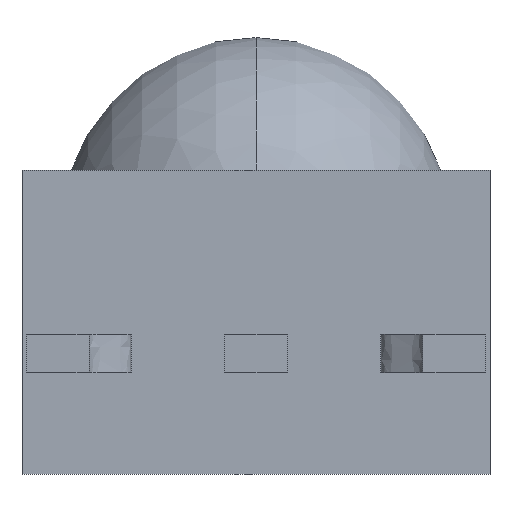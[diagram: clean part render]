
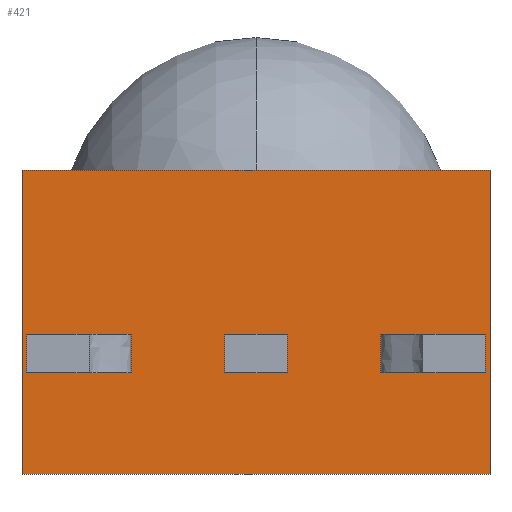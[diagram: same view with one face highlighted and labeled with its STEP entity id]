
A CAD part, left-side view. The second image highlights one B-rep face of the part: STEP entity #421.
In plain terms, the highlighted planar face has unit normal (-1, 0, 0).
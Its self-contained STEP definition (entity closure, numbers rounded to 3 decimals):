
#10 = VERTEX_POINT ( 'NONE', #553 ) ;
#12 = EDGE_CURVE ( 'NONE', #450, #358, #125, .T. ) ;
#20 = VERTEX_POINT ( 'NONE', #1014 ) ;
#23 = EDGE_CURVE ( 'NONE', #358, #101, #1024, .T. ) ;
#29 = LINE ( 'NONE', #182, #951 ) ;
#36 = CARTESIAN_POINT ( 'NONE',  ( -4.3, 1.6, 1.3 ) ) ;
#40 = LINE ( 'NONE', #280, #361 ) ;
#48 = LINE ( 'NONE', #215, #477 ) ;
#52 = EDGE_CURVE ( 'NONE', #101, #20, #48, .T. ) ;
#58 = VECTOR ( 'NONE', #642, 1000. ) ;
#59 = ORIENTED_EDGE ( 'NONE', *, *, #12, .F. ) ;
#68 = CARTESIAN_POINT ( 'NONE',  ( -4.3, -0.4, 1.3 ) ) ;
#92 = VERTEX_POINT ( 'NONE', #68 ) ;
#95 = LINE ( 'NONE', #417, #979 ) ;
#101 = VERTEX_POINT ( 'NONE', #887 ) ;
#103 = CARTESIAN_POINT ( 'NONE',  ( -4.3, 0.4, 1.8 ) ) ;
#114 = ORIENTED_EDGE ( 'NONE', *, *, #753, .T. ) ;
#124 = VECTOR ( 'NONE', #845, 1000. ) ;
#125 = LINE ( 'NONE', #697, #529 ) ;
#128 = EDGE_CURVE ( 'NONE', #222, #288, #172, .T. ) ;
#138 = CARTESIAN_POINT ( 'NONE',  ( -4.3, -3., 3.9 ) ) ;
#150 = DIRECTION ( 'NONE',  ( 0., 0., 1. ) ) ;
#155 = ORIENTED_EDGE ( 'NONE', *, *, #128, .T. ) ;
#159 = CARTESIAN_POINT ( 'NONE',  ( -4.3, 3., 3.9 ) ) ;
#172 = LINE ( 'NONE', #159, #800 ) ;
#173 = ORIENTED_EDGE ( 'NONE', *, *, #52, .F. ) ;
#182 = CARTESIAN_POINT ( 'NONE',  ( -4.3, -0.4, 1.8 ) ) ;
#194 = CARTESIAN_POINT ( 'NONE',  ( -4.3, -1.6, 1.3 ) ) ;
#211 = VECTOR ( 'NONE', #150, 1000. ) ;
#215 = CARTESIAN_POINT ( 'NONE',  ( -4.3, 1.6, 1.8 ) ) ;
#222 = VERTEX_POINT ( 'NONE', #914 ) ;
#224 = EDGE_CURVE ( 'NONE', #898, #632, #267, .T. ) ;
#225 = CARTESIAN_POINT ( 'NONE',  ( -4.3, -2.4, 1.3 ) ) ;
#226 = DIRECTION ( 'NONE',  ( 0., 0., -1. ) ) ;
#231 = CARTESIAN_POINT ( 'NONE',  ( -4.3, 2.4, 1.3 ) ) ;
#232 = ORIENTED_EDGE ( 'NONE', *, *, #409, .F. ) ;
#260 = VERTEX_POINT ( 'NONE', #423 ) ;
#262 = AXIS2_PLACEMENT_3D ( 'NONE', #138, #532, #948 ) ;
#267 = LINE ( 'NONE', #908, #746 ) ;
#269 = EDGE_CURVE ( 'NONE', #876, #1038, #436, .T. ) ;
#277 = VECTOR ( 'NONE', #600, 1000. ) ;
#279 = DIRECTION ( 'NONE',  ( 0., -1., 0. ) ) ;
#280 = CARTESIAN_POINT ( 'NONE',  ( -4.3, -3., 3.9 ) ) ;
#282 = EDGE_LOOP ( 'NONE', ( #432, #997, #1034, #232 ) ) ;
#286 = FACE_BOUND ( 'NONE', #282, .T. ) ;
#287 = EDGE_LOOP ( 'NONE', ( #114, #922, #842, #155 ) ) ;
#288 = VERTEX_POINT ( 'NONE', #498 ) ;
#293 = VERTEX_POINT ( 'NONE', #976 ) ;
#304 = LINE ( 'NONE', #685, #480 ) ;
#315 = VECTOR ( 'NONE', #851, 1000. ) ;
#322 = DIRECTION ( 'NONE',  ( 0., 0., -1. ) ) ;
#333 = EDGE_CURVE ( 'NONE', #222, #898, #40, .T. ) ;
#346 = CARTESIAN_POINT ( 'NONE',  ( -4.3, -3., 3.9 ) ) ;
#347 = DIRECTION ( 'NONE',  ( 0., 0., -1. ) ) ;
#352 = CARTESIAN_POINT ( 'NONE',  ( -4.3, 0.4, 1.8 ) ) ;
#358 = VERTEX_POINT ( 'NONE', #36 ) ;
#361 = VECTOR ( 'NONE', #896, 1000. ) ;
#370 = CARTESIAN_POINT ( 'NONE',  ( -4.3, -3., 0. ) ) ;
#386 = ORIENTED_EDGE ( 'NONE', *, *, #573, .F. ) ;
#393 = LINE ( 'NONE', #403, #58 ) ;
#397 = VECTOR ( 'NONE', #279, 1000. ) ;
#403 = CARTESIAN_POINT ( 'NONE',  ( -4.3, 0.4, 1.3 ) ) ;
#409 = EDGE_CURVE ( 'NONE', #10, #707, #304, .T. ) ;
#412 = VECTOR ( 'NONE', #543, 1000. ) ;
#417 = CARTESIAN_POINT ( 'NONE',  ( -4.3, 2.4, 1.3 ) ) ;
#419 = ORIENTED_EDGE ( 'NONE', *, *, #23, .F. ) ;
#421 = ADVANCED_FACE ( 'NONE', ( #1023, #286, #603, #462 ), #620, .F. ) ;
#423 = CARTESIAN_POINT ( 'NONE',  ( -4.3, -2.4, 1.3 ) ) ;
#427 = DIRECTION ( 'NONE',  ( 0., 1., 0. ) ) ;
#432 = ORIENTED_EDGE ( 'NONE', *, *, #920, .F. ) ;
#436 = LINE ( 'NONE', #352, #277 ) ;
#441 = ORIENTED_EDGE ( 'NONE', *, *, #655, .F. ) ;
#449 = EDGE_LOOP ( 'NONE', ( #386, #693, #641, #441 ) ) ;
#450 = VERTEX_POINT ( 'NONE', #231 ) ;
#462 = FACE_BOUND ( 'NONE', #576, .T. ) ;
#467 = ORIENTED_EDGE ( 'NONE', *, *, #720, .F. ) ;
#477 = VECTOR ( 'NONE', #533, 1000. ) ;
#480 = VECTOR ( 'NONE', #226, 1000. ) ;
#498 = CARTESIAN_POINT ( 'NONE',  ( -4.3, 3., 0. ) ) ;
#529 = VECTOR ( 'NONE', #944, 1000. ) ;
#532 = DIRECTION ( 'NONE',  ( 1., 0., 0. ) ) ;
#533 = DIRECTION ( 'NONE',  ( 0., 1., 0. ) ) ;
#543 = DIRECTION ( 'NONE',  ( 0., 0., 1. ) ) ;
#546 = CARTESIAN_POINT ( 'NONE',  ( -4.3, 1.6, 1.3 ) ) ;
#553 = CARTESIAN_POINT ( 'NONE',  ( -4.3, -1.6, 1.8 ) ) ;
#561 = VERTEX_POINT ( 'NONE', #794 ) ;
#573 = EDGE_CURVE ( 'NONE', #1038, #92, #393, .T. ) ;
#576 = EDGE_LOOP ( 'NONE', ( #173, #419, #59, #467 ) ) ;
#599 = LINE ( 'NONE', #907, #124 ) ;
#600 = DIRECTION ( 'NONE',  ( 0., 0., -1. ) ) ;
#603 = FACE_BOUND ( 'NONE', #449, .T. ) ;
#607 = LINE ( 'NONE', #370, #315 ) ;
#620 = PLANE ( 'NONE',  #262 ) ;
#632 = VERTEX_POINT ( 'NONE', #828 ) ;
#641 = ORIENTED_EDGE ( 'NONE', *, *, #648, .F. ) ;
#642 = DIRECTION ( 'NONE',  ( 0., -1., 0. ) ) ;
#648 = EDGE_CURVE ( 'NONE', #293, #876, #901, .T. ) ;
#655 = EDGE_CURVE ( 'NONE', #92, #293, #29, .T. ) ;
#675 = CARTESIAN_POINT ( 'NONE',  ( -4.3, 0.4, 1.3 ) ) ;
#685 = CARTESIAN_POINT ( 'NONE',  ( -4.3, -1.6, 1.3 ) ) ;
#693 = ORIENTED_EDGE ( 'NONE', *, *, #269, .F. ) ;
#697 = CARTESIAN_POINT ( 'NONE',  ( -4.3, 1.6, 1.3 ) ) ;
#707 = VERTEX_POINT ( 'NONE', #194 ) ;
#720 = EDGE_CURVE ( 'NONE', #20, #450, #95, .T. ) ;
#746 = VECTOR ( 'NONE', #347, 1000. ) ;
#753 = EDGE_CURVE ( 'NONE', #288, #632, #607, .T. ) ;
#794 = CARTESIAN_POINT ( 'NONE',  ( -4.3, -2.4, 1.8 ) ) ;
#800 = VECTOR ( 'NONE', #322, 1000. ) ;
#815 = VECTOR ( 'NONE', #427, 1000. ) ;
#824 = DIRECTION ( 'NONE',  ( 0., 0., -1. ) ) ;
#828 = CARTESIAN_POINT ( 'NONE',  ( -4.3, -3., 0. ) ) ;
#840 = CARTESIAN_POINT ( 'NONE',  ( -4.3, -1.6, 1.3 ) ) ;
#842 = ORIENTED_EDGE ( 'NONE', *, *, #333, .F. ) ;
#845 = DIRECTION ( 'NONE',  ( 0., 1., 0. ) ) ;
#851 = DIRECTION ( 'NONE',  ( 0., -1., 0. ) ) ;
#876 = VERTEX_POINT ( 'NONE', #1028 ) ;
#887 = CARTESIAN_POINT ( 'NONE',  ( -4.3, 1.6, 1.8 ) ) ;
#894 = DIRECTION ( 'NONE',  ( 0., 0., 1. ) ) ;
#896 = DIRECTION ( 'NONE',  ( 0., -1., 0. ) ) ;
#898 = VERTEX_POINT ( 'NONE', #346 ) ;
#901 = LINE ( 'NONE', #103, #815 ) ;
#904 = EDGE_CURVE ( 'NONE', #707, #260, #994, .T. ) ;
#907 = CARTESIAN_POINT ( 'NONE',  ( -4.3, -1.6, 1.8 ) ) ;
#908 = CARTESIAN_POINT ( 'NONE',  ( -4.3, -3., 3.9 ) ) ;
#914 = CARTESIAN_POINT ( 'NONE',  ( -4.3, 3., 3.9 ) ) ;
#920 = EDGE_CURVE ( 'NONE', #561, #10, #599, .T. ) ;
#922 = ORIENTED_EDGE ( 'NONE', *, *, #224, .F. ) ;
#942 = LINE ( 'NONE', #225, #412 ) ;
#944 = DIRECTION ( 'NONE',  ( 0., -1., 0. ) ) ;
#948 = DIRECTION ( 'NONE',  ( 0., 1., 0. ) ) ;
#951 = VECTOR ( 'NONE', #894, 1000. ) ;
#976 = CARTESIAN_POINT ( 'NONE',  ( -4.3, -0.4, 1.8 ) ) ;
#979 = VECTOR ( 'NONE', #824, 1000. ) ;
#994 = LINE ( 'NONE', #840, #397 ) ;
#997 = ORIENTED_EDGE ( 'NONE', *, *, #1008, .F. ) ;
#1008 = EDGE_CURVE ( 'NONE', #260, #561, #942, .T. ) ;
#1014 = CARTESIAN_POINT ( 'NONE',  ( -4.3, 2.4, 1.8 ) ) ;
#1023 = FACE_OUTER_BOUND ( 'NONE', #287, .T. ) ;
#1024 = LINE ( 'NONE', #546, #211 ) ;
#1028 = CARTESIAN_POINT ( 'NONE',  ( -4.3, 0.4, 1.8 ) ) ;
#1034 = ORIENTED_EDGE ( 'NONE', *, *, #904, .F. ) ;
#1038 = VERTEX_POINT ( 'NONE', #675 ) ;
